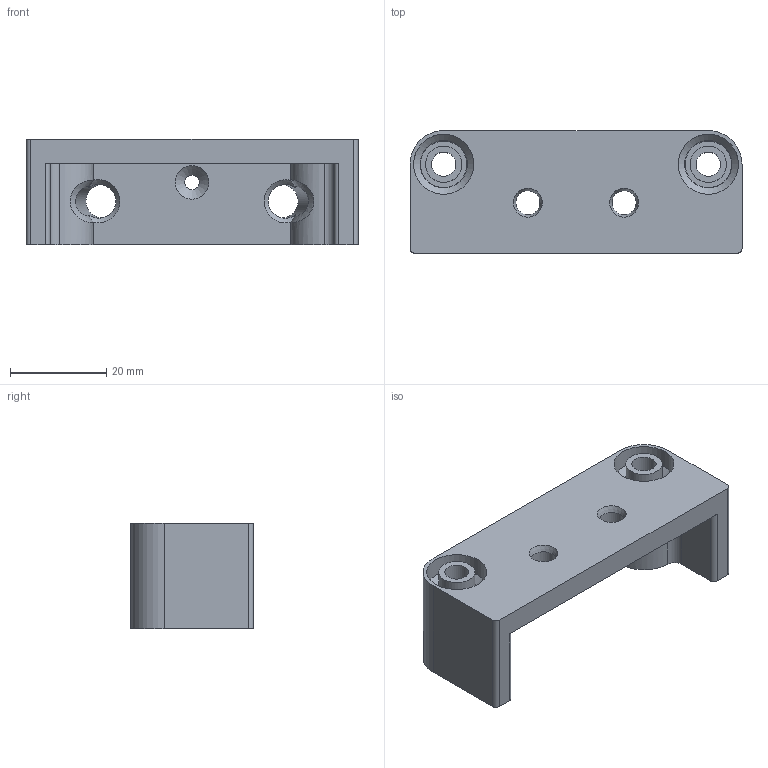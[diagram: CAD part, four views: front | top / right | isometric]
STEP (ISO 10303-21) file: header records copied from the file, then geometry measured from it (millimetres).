
FILE_DESCRIPTION(/* description */ (''),/* implementation_level */ '2;1');
FILE_NAME(/* name */ 'spring_loaded_parking_post.step',/* time_stamp */ '2020-04-30T23:02:22-04:00',/* author */ (''),/* organization */ (''),/* preprocessor_version */ 'ST-DEVELOPER v18.1',/* originating_system */ 'Autodesk Translation Framework v9.2.0.1227',/* authorisation */ '');
FILE_SCHEMA (('AUTOMOTIVE_DESIGN { 1 0 10303 214 3 1 1 }'));
Length unit declared in the file: millimetre
Products named in the file (1): spring_loaded_parking_post
Bounding box: 69 x 25.5 x 22 mm (x, y, z)
Volume: 17855.4 mm3; surface area: 10097.4 mm2
Topology: 3 solids, 3 shells, 62 faces, 153 edges, 99 vertices
Faces by surface type: cylinder 31, plane 18, cone 9, bspline 4
Full cylindrical faces by diameter (mm): 3 x1, 5 x2, 5.05 x4, 7 x2, 7.35 x2, 7.55 x4, 9.67 x2, 9.87 x2, 12.5 x2
Entity records: 2937 total; most frequent: CARTESIAN_POINT 1391, DIRECTION 314, ORIENTED_EDGE 306, EDGE_CURVE 153, AXIS2_PLACEMENT_3D 124, VERTEX_POINT 99, EDGE_LOOP 82, LINE 66
